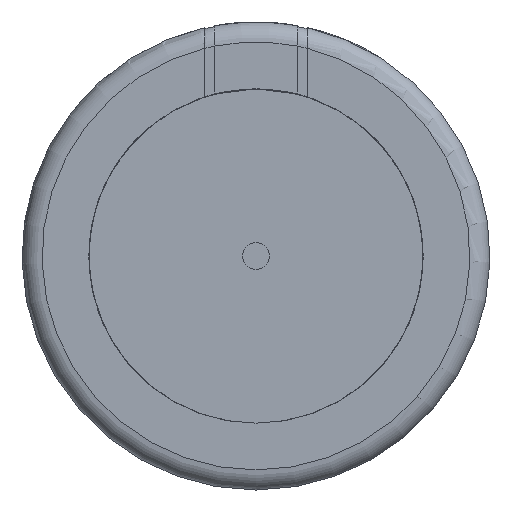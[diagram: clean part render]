
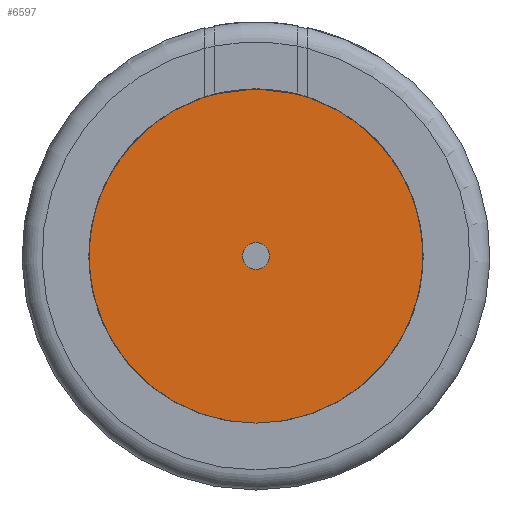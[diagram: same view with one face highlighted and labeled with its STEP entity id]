
A CAD part, front view. The second image highlights one B-rep face of the part: STEP entity #6597.
In plain terms, the highlighted planar face has unit normal (0, -1, 0).
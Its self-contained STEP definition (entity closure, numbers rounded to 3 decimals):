
#96=CIRCLE('',#6880,5.);
#262=PLANE('',#6962);
#1358=ORIENTED_EDGE('',*,*,#2496,.F.);
#2496=EDGE_CURVE('',#3174,#3174,#96,.T.);
#3174=VERTEX_POINT('',#8461);
#3793=EDGE_LOOP('',(#1358));
#4135=FACE_BOUND('',#3793,.T.);
#6597=ADVANCED_FACE('',(#4135),#262,.F.);
#6880=AXIS2_PLACEMENT_3D('',#8460,#7285,#7286);
#6962=AXIS2_PLACEMENT_3D('',#9133,#7516,#7517);
#7285=DIRECTION('',(0.,1.,0.));
#7286=DIRECTION('',(0.,0.,-1.));
#7516=DIRECTION('',(0.,1.,0.));
#7517=DIRECTION('',(0.,0.,1.));
#8460=CARTESIAN_POINT('',(0.,-30.4,0.));
#8461=CARTESIAN_POINT('',(0.,-30.4,-5.));
#9133=CARTESIAN_POINT('',(0.,-30.4,0.));
